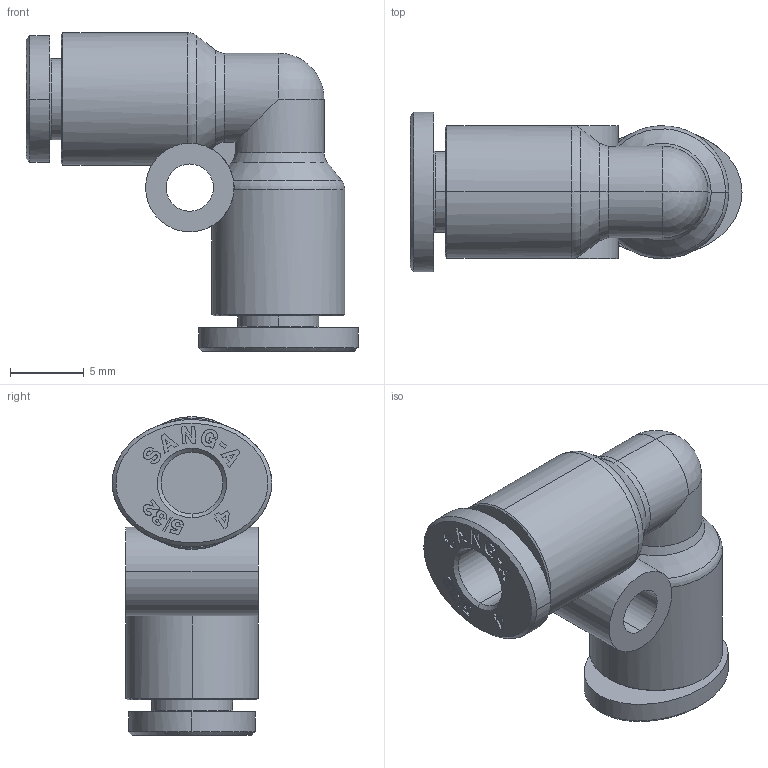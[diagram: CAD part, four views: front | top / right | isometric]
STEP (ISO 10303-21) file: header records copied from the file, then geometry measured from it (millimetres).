
FILE_DESCRIPTION((''),'2;1');
FILE_NAME('GPUL 04(3D).stp','2012-12-27T14:45:54',(''),(''),'Mechanical Desktop.R8.0.24.0','Mechanical Desktop.R8.0.24.0',', , ');
FILE_SCHEMA(('CONFIG_CONTROL_DESIGN'));
Length unit declared in the file: millimetre
Products named in the file (2): GPUL 04(3D); ºÎÇ°1
Assembly tree (1 placements, depth 2):
  GPUL 04(3D)
    ºÎÇ°1
Bounding box: 22.5 x 10.8 x 21.6 mm (x, y, z)
Volume: 1545.3 mm3; surface area: 1785.7 mm2
Topology: 1 solids, 1 shells, 784 faces, 2230 edges, 1480 vertices
Faces by surface type: plane 664, bspline 62, cylinder 36, cone 16, torus 4, sphere 2
Entity records: 26768 total; most frequent: CARTESIAN_POINT 6344, ORIENTED_EDGE 4456, DIRECTION 3859, EDGE_CURVE 2228, VECTOR 1981, LINE 1981, VERTEX_POINT 1480, AXIS2_PLACEMENT_3D 939
